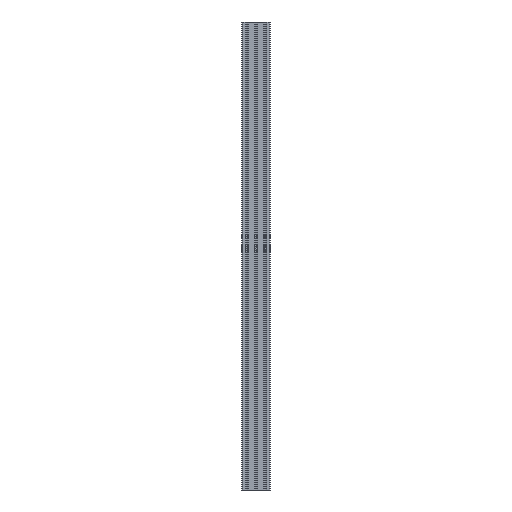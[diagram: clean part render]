
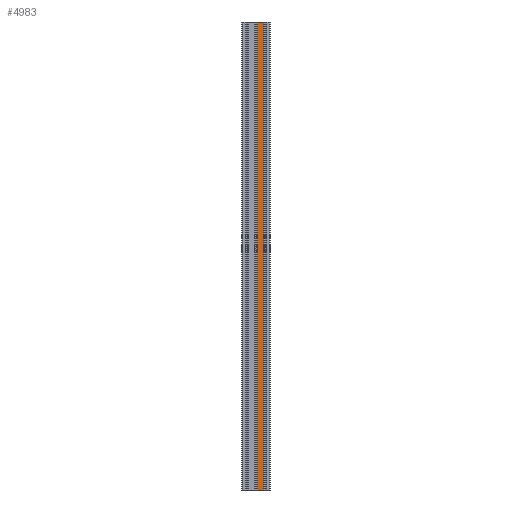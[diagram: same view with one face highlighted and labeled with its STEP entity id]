
A CAD part, front view. The second image highlights one B-rep face of the part: STEP entity #4983.
In plain terms, the highlighted planar face has unit normal (0, -1, 0).
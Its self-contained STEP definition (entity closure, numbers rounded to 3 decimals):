
#137=PLANE($,#5442);
#363=FACE_OUTER_BOUND($,#619,.T.);
#619=EDGE_LOOP($,(#3949,#3950,#3951,#3952));
#1077=LINE($,#8239,#1565);
#1078=LINE($,#8242,#1566);
#1079=LINE($,#8244,#1567);
#1080=LINE($,#8245,#1568);
#1565=VECTOR($,#6738,1000.);
#1566=VECTOR($,#6741,13.4);
#1567=VECTOR($,#6742,13.4);
#1568=VECTOR($,#6743,1000.);
#2321=VERTEX_POINT($,#8235);
#2322=VERTEX_POINT($,#8237);
#2323=VERTEX_POINT($,#8241);
#2324=VERTEX_POINT($,#8243);
#3013=EDGE_CURVE($,#2321,#2322,#1077,.T.);
#3014=EDGE_CURVE($,#2323,#2321,#1078,.T.);
#3015=EDGE_CURVE($,#2324,#2322,#1079,.T.);
#3016=EDGE_CURVE($,#2323,#2324,#1080,.T.);
#3949=ORIENTED_EDGE($,*,*,#3014,.T.);
#3950=ORIENTED_EDGE($,*,*,#3013,.T.);
#3951=ORIENTED_EDGE($,*,*,#3015,.F.);
#3952=ORIENTED_EDGE($,*,*,#3016,.F.);
#4983=ADVANCED_FACE($,(#363),#137,.T.);
#5442=AXIS2_PLACEMENT_3D($,#8240,#6739,#6740);
#6738=DIRECTION($,(0.,0.,1.));
#6739=DIRECTION('center_axis',(0.,-1.,0.));
#6740=DIRECTION('ref_axis',(1.,0.,0.));
#6741=DIRECTION($,(1.,0.,0.));
#6742=DIRECTION($,(1.,0.,0.));
#6743=DIRECTION($,(0.,0.,1.));
#8235=CARTESIAN_POINT('',(33.4,0.,0.));
#8237=CARTESIAN_POINT('',(33.4,0.,1000.));
#8239=CARTESIAN_POINT($,(33.4,0.,0.));
#8240=CARTESIAN_POINT('Origin',(20.,0.,
0.));
#8241=CARTESIAN_POINT('',(20.,0.,0.));
#8242=CARTESIAN_POINT($,(20.,0.,0.));
#8243=CARTESIAN_POINT('',(20.,0.,1000.));
#8244=CARTESIAN_POINT($,(20.,0.,1000.));
#8245=CARTESIAN_POINT($,(20.,0.,0.));
